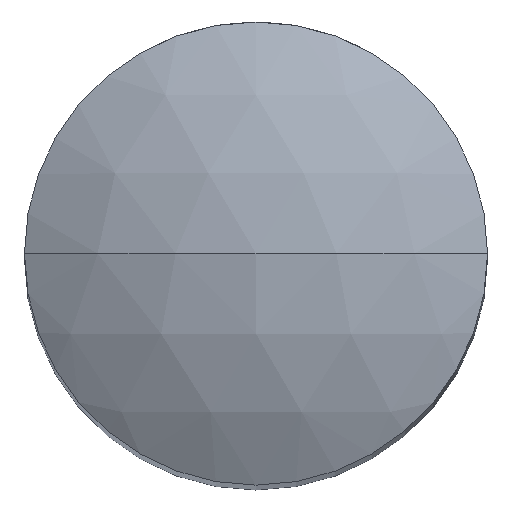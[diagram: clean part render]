
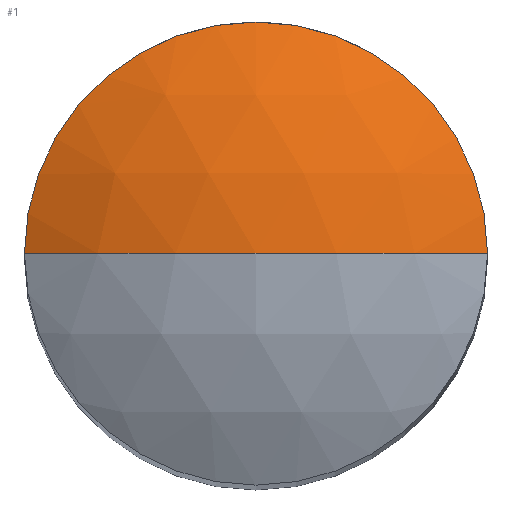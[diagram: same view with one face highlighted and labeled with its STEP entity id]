
A CAD part, top view. The second image highlights one B-rep face of the part: STEP entity #1.
In plain terms, the highlighted spherical face has radius 10 mm.
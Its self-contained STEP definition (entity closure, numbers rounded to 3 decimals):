
#1 = ADVANCED_FACE ( 'NONE', ( #393 ), #817, .T. ) ;
#13 = EDGE_LOOP ( 'NONE', ( #671, #36, #433 ) ) ;
#36 = ORIENTED_EDGE ( 'NONE', *, *, #851, .T. ) ;
#53 = CARTESIAN_POINT ( 'NONE',  ( 0., 0., 22.5 ) ) ;
#75 = DIRECTION ( 'NONE',  ( 0., -1., 0. ) ) ;
#78 = CARTESIAN_POINT ( 'NONE',  ( 0., 0., 32.5 ) ) ;
#94 = DIRECTION ( 'NONE',  ( 1., 0., 0. ) ) ;
#142 = CARTESIAN_POINT ( 'NONE',  ( 0., 0., 22.5 ) ) ;
#214 = DIRECTION ( 'NONE',  ( 1., 0., 0. ) ) ;
#229 = AXIS2_PLACEMENT_3D ( 'NONE', #417, #876, #484 ) ;
#241 = VERTEX_POINT ( 'NONE', #822 ) ;
#257 = CIRCLE ( 'NONE', #229, 10. ) ;
#330 = AXIS2_PLACEMENT_3D ( 'NONE', #142, #637, #214 ) ;
#349 = AXIS2_PLACEMENT_3D ( 'NONE', #366, #827, #439 ) ;
#366 = CARTESIAN_POINT ( 'NONE',  ( 0., 0., 31.16 ) ) ;
#393 = FACE_OUTER_BOUND ( 'NONE', #13, .T. ) ;
#402 = CIRCLE ( 'NONE', #330, 10. ) ;
#416 = VERTEX_POINT ( 'NONE', #78 ) ;
#417 = CARTESIAN_POINT ( 'NONE',  ( 0., 0., 22.5 ) ) ;
#429 = CARTESIAN_POINT ( 'NONE',  ( -5., 0., 31.16 ) ) ;
#433 = ORIENTED_EDGE ( 'NONE', *, *, #613, .F. ) ;
#439 = DIRECTION ( 'NONE',  ( -1., 0., 0. ) ) ;
#484 = DIRECTION ( 'NONE',  ( 0., 0., 1. ) ) ;
#555 = VERTEX_POINT ( 'NONE', #429 ) ;
#598 = AXIS2_PLACEMENT_3D ( 'NONE', #53, #75, #94 ) ;
#603 = EDGE_CURVE ( 'NONE', #416, #555, #402, .T. ) ;
#613 = EDGE_CURVE ( 'NONE', #555, #241, #868, .T. ) ;
#637 = DIRECTION ( 'NONE',  ( 0., -1., 0. ) ) ;
#671 = ORIENTED_EDGE ( 'NONE', *, *, #603, .F. ) ;
#817 = SPHERICAL_SURFACE ( 'NONE', #598, 10. ) ;
#822 = CARTESIAN_POINT ( 'NONE',  ( 5., 0., 31.16 ) ) ;
#827 = DIRECTION ( 'NONE',  ( 0., 0., -1. ) ) ;
#851 = EDGE_CURVE ( 'NONE', #416, #241, #257, .T. ) ;
#868 = CIRCLE ( 'NONE', #349, 5. ) ;
#876 = DIRECTION ( 'NONE',  ( 0., 1., 0. ) ) ;
